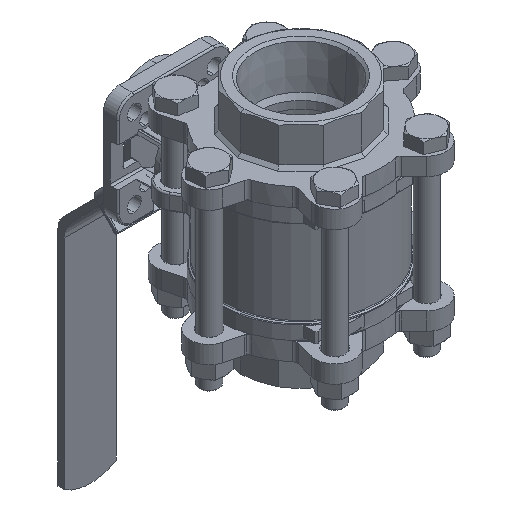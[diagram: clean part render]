
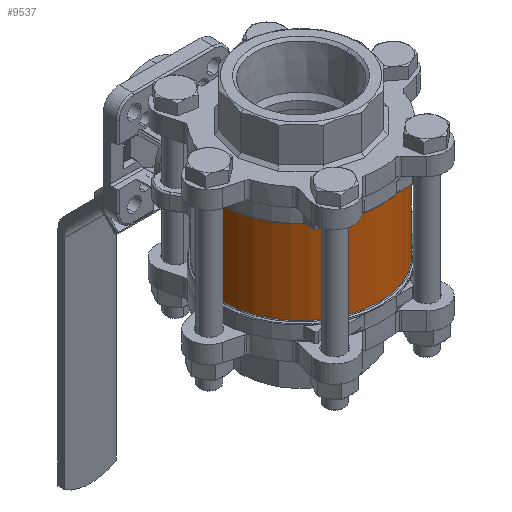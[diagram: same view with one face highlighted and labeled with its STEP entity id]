
A CAD part, isometric view. The second image highlights one B-rep face of the part: STEP entity #9537.
In plain terms, the highlighted cylindrical face has radius 48.5 mm (diameter 97 mm), a partial arc.
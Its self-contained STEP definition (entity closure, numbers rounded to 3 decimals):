
#961 = DIRECTION ( 'NONE',  ( 0., 0., -1. ) ) ;
#962 = CARTESIAN_POINT ( 'NONE',  ( 0., 0., 26.346 ) ) ;
#963 = AXIS2_PLACEMENT_3D ( 'NONE', #962, #961, #983 ) ;
#983 = DIRECTION ( 'NONE',  ( -1., 0., 0. ) ) ;
#999 = CYLINDRICAL_SURFACE ( 'NONE', #963, 48.5 ) ;
#1000 = FACE_OUTER_BOUND ( 'NONE', #9538, .T. ) ;
#3175 = VERTEX_POINT ( 'NONE', #10746 ) ;
#3185 = EDGE_CURVE ( 'NONE', #3191, #3193, #10727, .T. ) ;
#3191 = VERTEX_POINT ( 'NONE', #10784 ) ;
#3193 = VERTEX_POINT ( 'NONE', #10769 ) ;
#3201 = EDGE_CURVE ( 'NONE', #3175, #3208, #10761, .T. ) ;
#3208 = VERTEX_POINT ( 'NONE', #10791 ) ;
#4070 = EDGE_CURVE ( 'NONE', #3193, #3175, #12556, .T. ) ;
#4072 = EDGE_CURVE ( 'NONE', #3191, #3208, #12552, .T. ) ;
#9537 = ADVANCED_FACE ( 'NONE', ( #1000 ), #999, .T. ) ;
#9538 = EDGE_LOOP ( 'NONE', ( #9539, #9540, #9541, #9542 ) ) ;
#9539 = ORIENTED_EDGE ( 'NONE', *, *, #4072, .F. ) ;
#9540 = ORIENTED_EDGE ( 'NONE', *, *, #3185, .T. ) ;
#9541 = ORIENTED_EDGE ( 'NONE', *, *, #4070, .T. ) ;
#9542 = ORIENTED_EDGE ( 'NONE', *, *, #3201, .T. ) ;
#10725 = CARTESIAN_POINT ( 'NONE',  ( 0., 0., 25.87 ) ) ;
#10726 = AXIS2_PLACEMENT_3D ( 'NONE', #10725, #10787, #10786 ) ;
#10727 = CIRCLE ( 'NONE', #10726, 48.5 ) ;
#10746 = CARTESIAN_POINT ( 'NONE',  ( -48.5, 0., -25.87 ) ) ;
#10757 = DIRECTION ( 'NONE',  ( -1., 0., 0. ) ) ;
#10758 = DIRECTION ( 'NONE',  ( 0., 0., 1. ) ) ;
#10759 = CARTESIAN_POINT ( 'NONE',  ( 0., 0., -25.87 ) ) ;
#10760 = AXIS2_PLACEMENT_3D ( 'NONE', #10759, #10758, #10757 ) ;
#10761 = CIRCLE ( 'NONE', #10760, 48.5 ) ;
#10769 = CARTESIAN_POINT ( 'NONE',  ( -48.5, 0., 25.87 ) ) ;
#10784 = CARTESIAN_POINT ( 'NONE',  ( 48.5, 0., 25.87 ) ) ;
#10786 = DIRECTION ( 'NONE',  ( 1., 0., 0. ) ) ;
#10787 = DIRECTION ( 'NONE',  ( 0., 0., -1. ) ) ;
#10791 = CARTESIAN_POINT ( 'NONE',  ( 48.5, 0., -25.87 ) ) ;
#12549 = DIRECTION ( 'NONE',  ( 0., 0., -1. ) ) ;
#12550 = VECTOR ( 'NONE', #12549, 1000. ) ;
#12551 = CARTESIAN_POINT ( 'NONE',  ( 48.5, 0., 26.346 ) ) ;
#12552 = LINE ( 'NONE', #12551, #12550 ) ;
#12553 = DIRECTION ( 'NONE',  ( 0., 0., -1. ) ) ;
#12554 = VECTOR ( 'NONE', #12553, 1000. ) ;
#12555 = CARTESIAN_POINT ( 'NONE',  ( -48.5, 0., 26.346 ) ) ;
#12556 = LINE ( 'NONE', #12555, #12554 ) ;
